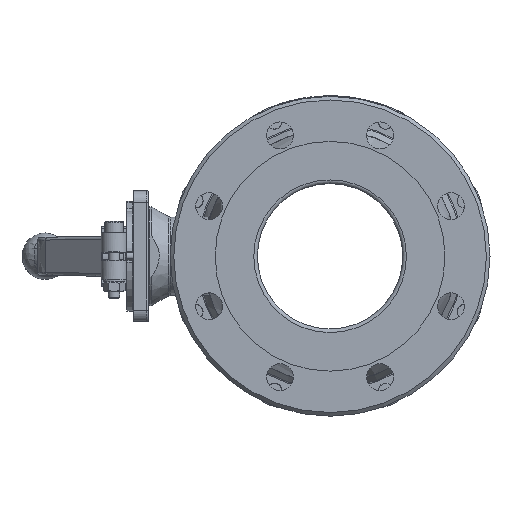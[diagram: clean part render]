
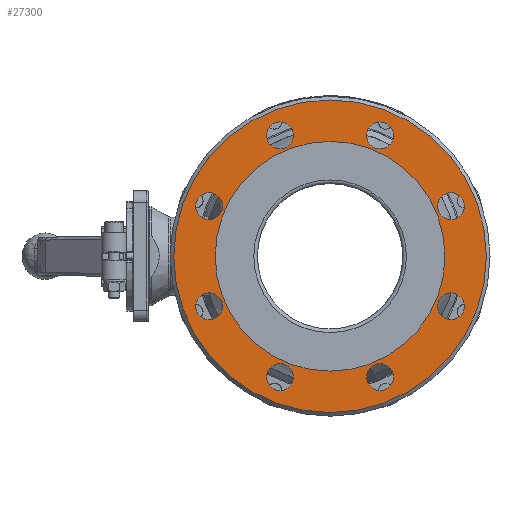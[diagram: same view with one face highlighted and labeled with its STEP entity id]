
A CAD part, left-side view. The second image highlights one B-rep face of the part: STEP entity #27300.
In plain terms, the highlighted planar face has unit normal (-1, 0, 0).
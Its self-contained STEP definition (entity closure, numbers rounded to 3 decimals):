
#1539 = DIRECTION ( 'NONE',  ( 1., 0., 0. ) ) ;
#1645 = EDGE_LOOP ( 'NONE', ( #6989 ) ) ;
#1823 = CARTESIAN_POINT ( 'NONE',  ( -66.5, -46.942, 80.649 ) ) ;
#2479 = ORIENTED_EDGE ( 'NONE', *, *, #13907, .T. ) ;
#2566 = CARTESIAN_POINT ( 'NONE',  ( -66.5, 95., -2.5 ) ) ;
#2838 = CARTESIAN_POINT ( 'NONE',  ( -66.5, -95.649, 22.692 ) ) ;
#3226 = FACE_BOUND ( 'NONE', #3254, .T. ) ;
#3254 = EDGE_LOOP ( 'NONE', ( #19925 ) ) ;
#3787 = CARTESIAN_POINT ( 'NONE',  ( -66.5, -46.942, -85.649 ) ) ;
#4408 = CIRCLE ( 'NONE', #30200, 9.25 ) ;
#4535 = CARTESIAN_POINT ( 'NONE',  ( -66.5, -12.5, -2.5 ) ) ;
#5041 = FACE_OUTER_BOUND ( 'NONE', #13225, .T. ) ;
#5151 = AXIS2_PLACEMENT_3D ( 'NONE', #3787, #19747, #15945 ) ;
#6078 = CIRCLE ( 'NONE', #40712, 9.25 ) ;
#6509 = CARTESIAN_POINT ( 'NONE',  ( -66.5, -95.649, -46.192 ) ) ;
#6956 = EDGE_CURVE ( 'NONE', #39032, #39032, #27582, .T. ) ;
#6989 = ORIENTED_EDGE ( 'NONE', *, *, #39612, .T. ) ;
#7287 = DIRECTION ( 'NONE',  ( 1., 0., 0. ) ) ;
#7345 = DIRECTION ( 'NONE',  ( 1., 0., 0. ) ) ;
#7818 = ORIENTED_EDGE ( 'NONE', *, *, #42074, .F. ) ;
#7845 = DIRECTION ( 'NONE',  ( 0., 0., 1. ) ) ;
#8443 = DIRECTION ( 'NONE',  ( 1., 0., 0. ) ) ;
#8571 = DIRECTION ( 'NONE',  ( 1., 0., 0. ) ) ;
#8587 = EDGE_LOOP ( 'NONE', ( #39133 ) ) ;
#8948 = EDGE_LOOP ( 'NONE', ( #17898 ) ) ;
#9655 = CIRCLE ( 'NONE', #40860, 79. ) ;
#10472 = AXIS2_PLACEMENT_3D ( 'NONE', #4535, #8571, #46533 ) ;
#10567 = VERTEX_POINT ( 'NONE', #6509 ) ;
#11508 = EDGE_LOOP ( 'NONE', ( #30843 ) ) ;
#11628 = CARTESIAN_POINT ( 'NONE',  ( -66.5, -95.649, -36.942 ) ) ;
#12434 = CARTESIAN_POINT ( 'NONE',  ( -66.5, 70.649, -46.192 ) ) ;
#12888 = FACE_BOUND ( 'NONE', #1645, .T. ) ;
#13150 = DIRECTION ( 'NONE',  ( -1., 0., 0. ) ) ;
#13225 = EDGE_LOOP ( 'NONE', ( #7818 ) ) ;
#13907 = EDGE_CURVE ( 'NONE', #26830, #26830, #53559, .T. ) ;
#13945 = EDGE_CURVE ( 'NONE', #10567, #10567, #39761, .T. ) ;
#15428 = CARTESIAN_POINT ( 'NONE',  ( -66.5, -95.649, 31.942 ) ) ;
#15945 = DIRECTION ( 'NONE',  ( 0., 0., -1. ) ) ;
#15955 = CARTESIAN_POINT ( 'NONE',  ( -66.5, 80.75, -2.5 ) ) ;
#17898 = ORIENTED_EDGE ( 'NONE', *, *, #52889, .T. ) ;
#18300 = EDGE_LOOP ( 'NONE', ( #41882 ) ) ;
#19483 = CARTESIAN_POINT ( 'NONE',  ( -66.5, -12.5, -2.5 ) ) ;
#19525 = EDGE_LOOP ( 'NONE', ( #2479 ) ) ;
#19747 = DIRECTION ( 'NONE',  ( 1., 0., 0. ) ) ;
#19925 = ORIENTED_EDGE ( 'NONE', *, *, #43371, .T. ) ;
#20031 = FACE_BOUND ( 'NONE', #8587, .T. ) ;
#20304 = CARTESIAN_POINT ( 'NONE',  ( -66.5, 70.649, 31.942 ) ) ;
#20390 = DIRECTION ( 'NONE',  ( 0., 0., -1. ) ) ;
#20572 = DIRECTION ( 'NONE',  ( 0., 0., -1. ) ) ;
#20931 = CARTESIAN_POINT ( 'NONE',  ( -66.5, 70.649, -36.942 ) ) ;
#22688 = CIRCLE ( 'NONE', #26150, 9.25 ) ;
#24114 = FACE_BOUND ( 'NONE', #18300, .T. ) ;
#24168 = CARTESIAN_POINT ( 'NONE',  ( -66.5, 21.942, 80.649 ) ) ;
#25269 = EDGE_LOOP ( 'NONE', ( #43041 ) ) ;
#26150 = AXIS2_PLACEMENT_3D ( 'NONE', #1823, #1539, #47378 ) ;
#26320 = ORIENTED_EDGE ( 'NONE', *, *, #30175, .T. ) ;
#26516 = CIRCLE ( 'NONE', #42977, 9.25 ) ;
#26700 = AXIS2_PLACEMENT_3D ( 'NONE', #20304, #33038, #20572 ) ;
#26830 = VERTEX_POINT ( 'NONE', #47736 ) ;
#27300 = ADVANCED_FACE ( 'NONE', ( #5041, #40355, #24114, #3226, #20031, #32500, #49084, #50354, #32227, #12888 ), #46017, .T. ) ;
#27416 = EDGE_LOOP ( 'NONE', ( #26320 ) ) ;
#27582 = CIRCLE ( 'NONE', #26700, 9.25 ) ;
#27816 = DIRECTION ( 'NONE',  ( 1., 0., 0. ) ) ;
#28028 = CARTESIAN_POINT ( 'NONE',  ( -66.5, 21.942, -94.899 ) ) ;
#28142 = DIRECTION ( 'NONE',  ( 0., 0., -1. ) ) ;
#28175 = DIRECTION ( 'NONE',  ( 0., 0., -1. ) ) ;
#30085 = CARTESIAN_POINT ( 'NONE',  ( -66.5, 70.649, 22.692 ) ) ;
#30175 = EDGE_CURVE ( 'NONE', #37651, #37651, #26516, .T. ) ;
#30200 = AXIS2_PLACEMENT_3D ( 'NONE', #15428, #52628, #28175 ) ;
#30843 = ORIENTED_EDGE ( 'NONE', *, *, #43045, .T. ) ;
#31551 = VERTEX_POINT ( 'NONE', #38181 ) ;
#32227 = FACE_BOUND ( 'NONE', #25269, .T. ) ;
#32500 = FACE_BOUND ( 'NONE', #8948, .T. ) ;
#32706 = CARTESIAN_POINT ( 'NONE',  ( -66.5, 21.942, -85.649 ) ) ;
#32767 = DIRECTION ( 'NONE',  ( 1., 0., 0. ) ) ;
#33038 = DIRECTION ( 'NONE',  ( 1., 0., 0. ) ) ;
#34359 = VERTEX_POINT ( 'NONE', #2566 ) ;
#35425 = AXIS2_PLACEMENT_3D ( 'NONE', #11628, #32767, #28142 ) ;
#35898 = VERTEX_POINT ( 'NONE', #50947 ) ;
#36442 = VERTEX_POINT ( 'NONE', #28028 ) ;
#36446 = CIRCLE ( 'NONE', #10472, 107.5 ) ;
#36566 = DIRECTION ( 'NONE',  ( 0., 1., 0. ) ) ;
#37363 = AXIS2_PLACEMENT_3D ( 'NONE', #32706, #27816, #53623 ) ;
#37651 = VERTEX_POINT ( 'NONE', #12434 ) ;
#38181 = CARTESIAN_POINT ( 'NONE',  ( -66.5, 66.5, -2.5 ) ) ;
#39032 = VERTEX_POINT ( 'NONE', #30085 ) ;
#39133 = ORIENTED_EDGE ( 'NONE', *, *, #13945, .T. ) ;
#39612 = EDGE_CURVE ( 'NONE', #41982, #41982, #6078, .T. ) ;
#39761 = CIRCLE ( 'NONE', #35425, 9.25 ) ;
#40355 = FACE_BOUND ( 'NONE', #11508, .T. ) ;
#40712 = AXIS2_PLACEMENT_3D ( 'NONE', #24168, #7345, #45603 ) ;
#40860 = AXIS2_PLACEMENT_3D ( 'NONE', #19483, #7287, #36566 ) ;
#41882 = ORIENTED_EDGE ( 'NONE', *, *, #6956, .T. ) ;
#41906 = AXIS2_PLACEMENT_3D ( 'NONE', #15955, #13150, #7845 ) ;
#41982 = VERTEX_POINT ( 'NONE', #50427 ) ;
#42074 = EDGE_CURVE ( 'NONE', #34359, #34359, #36446, .T. ) ;
#42777 = VERTEX_POINT ( 'NONE', #2838 ) ;
#42977 = AXIS2_PLACEMENT_3D ( 'NONE', #20931, #8443, #20390 ) ;
#43041 = ORIENTED_EDGE ( 'NONE', *, *, #49824, .T. ) ;
#43045 = EDGE_CURVE ( 'NONE', #31551, #31551, #9655, .T. ) ;
#43371 = EDGE_CURVE ( 'NONE', #35898, #35898, #22688, .T. ) ;
#45603 = DIRECTION ( 'NONE',  ( 0., 0., -1. ) ) ;
#46017 = PLANE ( 'NONE',  #41906 ) ;
#46533 = DIRECTION ( 'NONE',  ( 0., 1., 0. ) ) ;
#47378 = DIRECTION ( 'NONE',  ( 0., 0., -1. ) ) ;
#47736 = CARTESIAN_POINT ( 'NONE',  ( -66.5, -46.942, -94.899 ) ) ;
#49084 = FACE_BOUND ( 'NONE', #27416, .T. ) ;
#49824 = EDGE_CURVE ( 'NONE', #42777, #42777, #4408, .T. ) ;
#50354 = FACE_BOUND ( 'NONE', #19525, .T. ) ;
#50427 = CARTESIAN_POINT ( 'NONE',  ( -66.5, 21.942, 71.399 ) ) ;
#50947 = CARTESIAN_POINT ( 'NONE',  ( -66.5, -46.942, 71.399 ) ) ;
#52136 = CIRCLE ( 'NONE', #37363, 9.25 ) ;
#52628 = DIRECTION ( 'NONE',  ( 1., 0., 0. ) ) ;
#52889 = EDGE_CURVE ( 'NONE', #36442, #36442, #52136, .T. ) ;
#53559 = CIRCLE ( 'NONE', #5151, 9.25 ) ;
#53623 = DIRECTION ( 'NONE',  ( 0., 0., -1. ) ) ;
